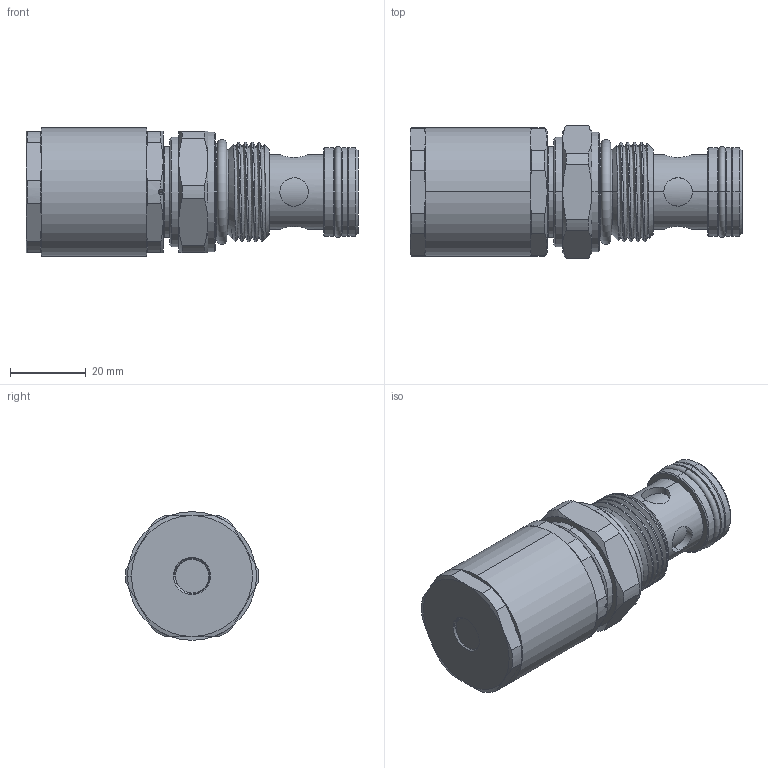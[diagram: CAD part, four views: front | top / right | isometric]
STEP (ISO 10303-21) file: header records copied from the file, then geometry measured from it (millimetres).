
FILE_DESCRIPTION (( 'STEP AP203' ), '1' );
FILE_NAME ('AP17E22-E.STEP', '2024-04-12T07:24:57', ( '' ), ( '' ), 'SwSTEP 2.0', 'SolidWorks 2018', '' );
FILE_SCHEMA (( 'CONFIG_CONTROL_DESIGN' ));
Length unit declared in the file: millimetre
Products named in the file (1): AP17E22-E
Bounding box: 87.75 x 35.08 x 34 mm (x, y, z)
Volume: 57976.9 mm3; surface area: 12129.7 mm2
Topology: 1 solids, 1 shells, 186 faces, 439 edges, 274 vertices
Faces by surface type: cylinder 78, cone 62, plane 38, torus 4, bspline 4
Entity records: 9354 total; most frequent: CARTESIAN_POINT 5197, ORIENTED_EDGE 878, DIRECTION 823, EDGE_CURVE 439, AXIS2_PLACEMENT_3D 350, VERTEX_POINT 274, EDGE_LOOP 205, FACE_OUTER_BOUND 186
